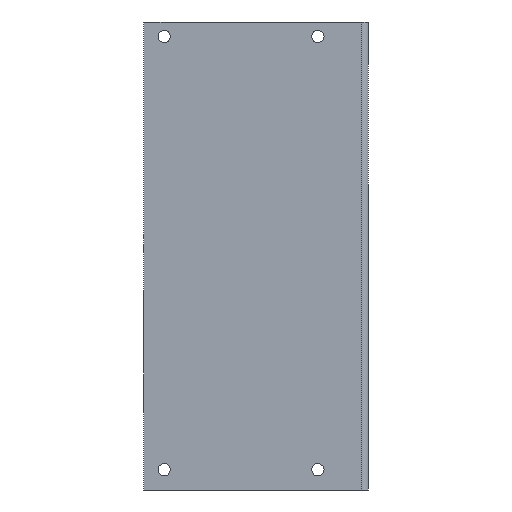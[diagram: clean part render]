
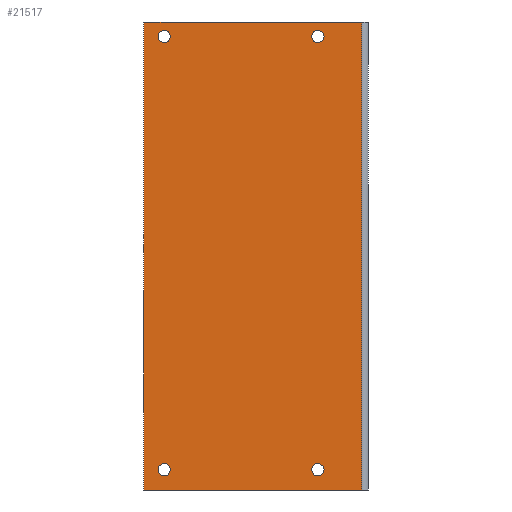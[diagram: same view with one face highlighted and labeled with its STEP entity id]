
A CAD part, left-side view. The second image highlights one B-rep face of the part: STEP entity #21517.
In plain terms, the highlighted planar face has unit normal (-1, 0, 0).
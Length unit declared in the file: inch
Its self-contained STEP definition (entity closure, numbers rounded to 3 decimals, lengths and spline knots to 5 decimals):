
#90 = FACE_OUTER_BOUND ( 'NONE', #12599, .T. ) ;
#163 = AXIS2_PLACEMENT_3D ( 'NONE', #6696, #22738, #18262 ) ;
#1215 = CIRCLE ( 'NONE', #163, 0.1065 ) ;
#1709 = VERTEX_POINT ( 'NONE', #14995 ) ;
#2100 = EDGE_CURVE ( 'NONE', #1709, #24725, #12133, .T. ) ;
#2295 = VECTOR ( 'NONE', #6813, 39.37008 ) ;
#2310 = AXIS2_PLACEMENT_3D ( 'NONE', #5454, #8013, #26017 ) ;
#2626 = VERTEX_POINT ( 'NONE', #27155 ) ;
#3047 = CARTESIAN_POINT ( 'NONE',  ( 0.00689, 0.87, -3.5935 ) ) ;
#3612 = DIRECTION ( 'NONE',  ( 1., 0., 0. ) ) ;
#3753 = DIRECTION ( 'NONE',  ( 0., -1., 0. ) ) ;
#3829 = CARTESIAN_POINT ( 'NONE',  ( 0.00689, 3.88, 4.05 ) ) ;
#3864 = ORIENTED_EDGE ( 'NONE', *, *, #8052, .T. ) ;
#3938 = VERTEX_POINT ( 'NONE', #23691 ) ;
#4412 = EDGE_CURVE ( 'NONE', #25357, #2626, #11959, .T. ) ;
#4463 = VECTOR ( 'NONE', #19557, 39.37008 ) ;
#4803 = FACE_BOUND ( 'NONE', #6855, .T. ) ;
#5014 = VERTEX_POINT ( 'NONE', #3047 ) ;
#5354 = CARTESIAN_POINT ( 'NONE',  ( 0.00689, 0.87, -3.8065 ) ) ;
#5454 = CARTESIAN_POINT ( 'NONE',  ( 0.00689, 0.87, 3.8 ) ) ;
#5522 = EDGE_LOOP ( 'NONE', ( #28865, #17227 ) ) ;
#5721 = ORIENTED_EDGE ( 'NONE', *, *, #13928, .T. ) ;
#5757 = VERTEX_POINT ( 'NONE', #5354 ) ;
#5834 = CARTESIAN_POINT ( 'NONE',  ( 0.00689, 0.87, 3.8 ) ) ;
#6203 = LINE ( 'NONE', #15711, #2295 ) ;
#6696 = CARTESIAN_POINT ( 'NONE',  ( 0.00689, 3.53, 3.8 ) ) ;
#6813 = DIRECTION ( 'NONE',  ( 0., 0., -1. ) ) ;
#6855 = EDGE_LOOP ( 'NONE', ( #3864, #26146 ) ) ;
#7349 = DIRECTION ( 'NONE',  ( 0., 1., 0. ) ) ;
#8013 = DIRECTION ( 'NONE',  ( 1., 0., 0. ) ) ;
#8052 = EDGE_CURVE ( 'NONE', #5014, #5757, #17831, .T. ) ;
#8412 = AXIS2_PLACEMENT_3D ( 'NONE', #18755, #16571, #7349 ) ;
#8420 = AXIS2_PLACEMENT_3D ( 'NONE', #17899, #22477, #24526 ) ;
#8636 = EDGE_CURVE ( 'NONE', #24725, #1709, #8686, .T. ) ;
#8686 = CIRCLE ( 'NONE', #26349, 0.1065 ) ;
#8927 = AXIS2_PLACEMENT_3D ( 'NONE', #19062, #25875, #14617 ) ;
#8931 = EDGE_CURVE ( 'NONE', #3938, #19822, #6203, .T. ) ;
#9484 = LINE ( 'NONE', #17197, #14416 ) ;
#10062 = DIRECTION ( 'NONE',  ( 0., 1., 0. ) ) ;
#10165 = CARTESIAN_POINT ( 'NONE',  ( 0.00689, 0.11193, -4.05 ) ) ;
#10237 = DIRECTION ( 'NONE',  ( 1., 0., 0. ) ) ;
#10440 = CARTESIAN_POINT ( 'NONE',  ( 0.00689, 3.53, -3.7 ) ) ;
#10702 = AXIS2_PLACEMENT_3D ( 'NONE', #27323, #20890, #25332 ) ;
#11959 = CIRCLE ( 'NONE', #8420, 0.1065 ) ;
#12133 = CIRCLE ( 'NONE', #8927, 0.1065 ) ;
#12400 = CARTESIAN_POINT ( 'NONE',  ( 0.00689, 0.87, 3.6935 ) ) ;
#12599 = EDGE_LOOP ( 'NONE', ( #5721, #27017, #28910, #21459 ) ) ;
#12605 = DIRECTION ( 'NONE',  ( 0., 1., 0. ) ) ;
#13068 = VERTEX_POINT ( 'NONE', #12400 ) ;
#13591 = EDGE_CURVE ( 'NONE', #17837, #27838, #20635, .T. ) ;
#13928 = EDGE_CURVE ( 'NONE', #27838, #19822, #26991, .T. ) ;
#14416 = VECTOR ( 'NONE', #3753, 39.37008 ) ;
#14617 = DIRECTION ( 'NONE',  ( 0., 1., 0. ) ) ;
#14921 = FACE_BOUND ( 'NONE', #5522, .T. ) ;
#14995 = CARTESIAN_POINT ( 'NONE',  ( 0.00689, 3.53, -3.8065 ) ) ;
#15711 = CARTESIAN_POINT ( 'NONE',  ( 0.00689, 0.11193, 4.05 ) ) ;
#15954 = ORIENTED_EDGE ( 'NONE', *, *, #23065, .T. ) ;
#16251 = CARTESIAN_POINT ( 'NONE',  ( 0.00689, 3.88, -4.05 ) ) ;
#16376 = DIRECTION ( 'NONE',  ( 1., 0., 0. ) ) ;
#16571 = DIRECTION ( 'NONE',  ( 1., 0., 0. ) ) ;
#17197 = CARTESIAN_POINT ( 'NONE',  ( 0.00689, 0.11193, 4.05 ) ) ;
#17227 = ORIENTED_EDGE ( 'NONE', *, *, #2100, .T. ) ;
#17359 = AXIS2_PLACEMENT_3D ( 'NONE', #27690, #16376, #18768 ) ;
#17831 = CIRCLE ( 'NONE', #8412, 0.1065 ) ;
#17837 = VERTEX_POINT ( 'NONE', #18075 ) ;
#17899 = CARTESIAN_POINT ( 'NONE',  ( 0.00689, 3.53, 3.8 ) ) ;
#18075 = CARTESIAN_POINT ( 'NONE',  ( 0.00689, 3.88, 4.05 ) ) ;
#18086 = EDGE_CURVE ( 'NONE', #13068, #23973, #19579, .T. ) ;
#18104 = CARTESIAN_POINT ( 'NONE',  ( 0.00689, 0.87, 3.9065 ) ) ;
#18158 = CARTESIAN_POINT ( 'NONE',  ( 0.00689, 3.53, -3.5935 ) ) ;
#18262 = DIRECTION ( 'NONE',  ( 0., 1., 0. ) ) ;
#18755 = CARTESIAN_POINT ( 'NONE',  ( 0.00689, 0.87, -3.7 ) ) ;
#18768 = DIRECTION ( 'NONE',  ( 0., 1., 0. ) ) ;
#19062 = CARTESIAN_POINT ( 'NONE',  ( 0.00689, 3.53, -3.7 ) ) ;
#19557 = DIRECTION ( 'NONE',  ( 0., 0., -1. ) ) ;
#19579 = CIRCLE ( 'NONE', #23562, 0.1065 ) ;
#19822 = VERTEX_POINT ( 'NONE', #21788 ) ;
#19855 = ORIENTED_EDGE ( 'NONE', *, *, #18086, .T. ) ;
#20635 = LINE ( 'NONE', #3829, #4463 ) ;
#20727 = EDGE_CURVE ( 'NONE', #17837, #3938, #9484, .T. ) ;
#20890 = DIRECTION ( 'NONE',  ( 1., 0., 0. ) ) ;
#21459 = ORIENTED_EDGE ( 'NONE', *, *, #13591, .T. ) ;
#21517 = ADVANCED_FACE ( 'NONE', ( #4803, #21752, #27681, #14921, #90 ), #27633, .F. ) ;
#21752 = FACE_BOUND ( 'NONE', #26478, .T. ) ;
#21788 = CARTESIAN_POINT ( 'NONE',  ( 0.00689, 0.11193, -4.05 ) ) ;
#22477 = DIRECTION ( 'NONE',  ( 1., 0., 0. ) ) ;
#22738 = DIRECTION ( 'NONE',  ( 1., 0., 0. ) ) ;
#22753 = CIRCLE ( 'NONE', #2310, 0.1065 ) ;
#23060 = CIRCLE ( 'NONE', #17359, 0.1065 ) ;
#23065 = EDGE_CURVE ( 'NONE', #2626, #25357, #1215, .T. ) ;
#23218 = EDGE_CURVE ( 'NONE', #5757, #5014, #23060, .T. ) ;
#23562 = AXIS2_PLACEMENT_3D ( 'NONE', #5834, #10237, #12605 ) ;
#23691 = CARTESIAN_POINT ( 'NONE',  ( 0.00689, 0.11193, 4.05 ) ) ;
#23973 = VERTEX_POINT ( 'NONE', #18104 ) ;
#24145 = VECTOR ( 'NONE', #26243, 39.37008 ) ;
#24526 = DIRECTION ( 'NONE',  ( 0., 1., 0. ) ) ;
#24725 = VERTEX_POINT ( 'NONE', #18158 ) ;
#25332 = DIRECTION ( 'NONE',  ( 0., 1., 0. ) ) ;
#25357 = VERTEX_POINT ( 'NONE', #26297 ) ;
#25875 = DIRECTION ( 'NONE',  ( 1., 0., 0. ) ) ;
#26017 = DIRECTION ( 'NONE',  ( 0., 1., 0. ) ) ;
#26146 = ORIENTED_EDGE ( 'NONE', *, *, #23218, .T. ) ;
#26243 = DIRECTION ( 'NONE',  ( 0., -1., 0. ) ) ;
#26297 = CARTESIAN_POINT ( 'NONE',  ( 0.00689, 3.53, 3.9065 ) ) ;
#26349 = AXIS2_PLACEMENT_3D ( 'NONE', #10440, #3612, #10062 ) ;
#26478 = EDGE_LOOP ( 'NONE', ( #28395, #15954 ) ) ;
#26991 = LINE ( 'NONE', #10165, #24145 ) ;
#27017 = ORIENTED_EDGE ( 'NONE', *, *, #8931, .F. ) ;
#27155 = CARTESIAN_POINT ( 'NONE',  ( 0.00689, 3.53, 3.6935 ) ) ;
#27323 = CARTESIAN_POINT ( 'NONE',  ( 0.00689, 0.11193, 4.05 ) ) ;
#27633 = PLANE ( 'NONE',  #10702 ) ;
#27681 = FACE_BOUND ( 'NONE', #27903, .T. ) ;
#27690 = CARTESIAN_POINT ( 'NONE',  ( 0.00689, 0.87, -3.7 ) ) ;
#27838 = VERTEX_POINT ( 'NONE', #16251 ) ;
#27903 = EDGE_LOOP ( 'NONE', ( #28124, #19855 ) ) ;
#28124 = ORIENTED_EDGE ( 'NONE', *, *, #29035, .T. ) ;
#28395 = ORIENTED_EDGE ( 'NONE', *, *, #4412, .T. ) ;
#28865 = ORIENTED_EDGE ( 'NONE', *, *, #8636, .T. ) ;
#28910 = ORIENTED_EDGE ( 'NONE', *, *, #20727, .F. ) ;
#29035 = EDGE_CURVE ( 'NONE', #23973, #13068, #22753, .T. ) ;
